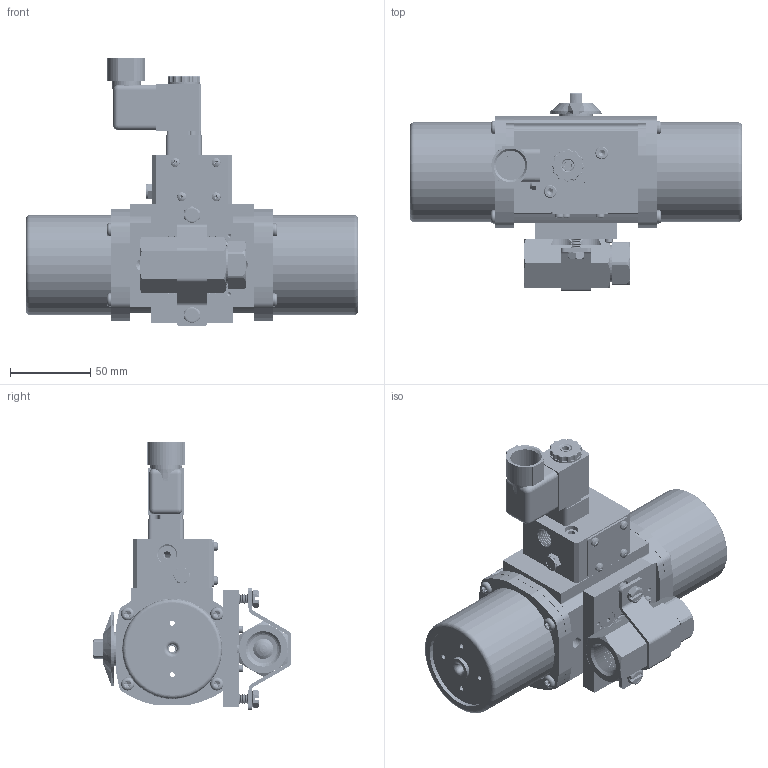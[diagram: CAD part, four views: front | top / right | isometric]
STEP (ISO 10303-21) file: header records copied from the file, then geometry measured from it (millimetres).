
FILE_DESCRIPTION (( 'STEP AP203' ), '1' );
FILE_NAME ('85MXXNA512SR3GPDC.step', '2018-05-01T11:44:30', ( '' ), ( '' ), 'SwSTEP 2.0', 'SolidWorks 2017', '' );
FILE_SCHEMA (( 'CONFIG_CONTROL_DESIGN' ));
Length unit declared in the file: inch
Products named in the file (1): 85MXXNA512SR3GPDC
Bounding box: 206.38 x 123.57 x 166.88 mm (x, y, z)
Volume: 553958.9 mm3; surface area: 245923.1 mm2
Topology: 64 solids, 64 shells, 5003 faces, 13046 edges, 8167 vertices
Faces by surface type: cylinder 2492, cone 1365, plane 822, torus 179, bspline 127, sphere 18
Entity records: 190341 total; most frequent: CARTESIAN_POINT 72135, ORIENTED_EDGE 25772, DIRECTION 24861, EDGE_CURVE 12886, AXIS2_PLACEMENT_3D 9968, VERTEX_POINT 8163, EDGE_LOOP 5367, CIRCLE 5091
